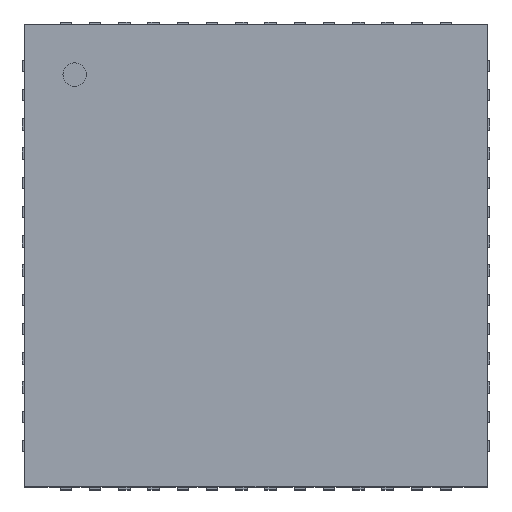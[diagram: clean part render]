
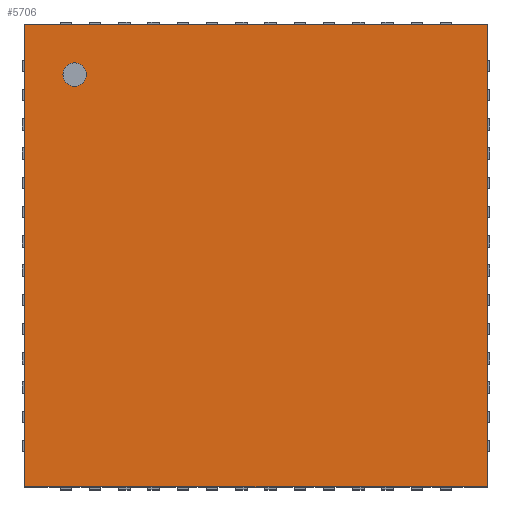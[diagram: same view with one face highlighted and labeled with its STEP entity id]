
A CAD part, top view. The second image highlights one B-rep face of the part: STEP entity #5706.
In plain terms, the highlighted planar face has unit normal (0, 0, 1).
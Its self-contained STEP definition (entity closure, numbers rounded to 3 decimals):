
#13=DIRECTION('',(0.,0.,1.));
#117=DIRECTION('',(0.,0.,-1.));
#149=VECTOR('',#150,1.);
#150=DIRECTION('',(1.,0.,0.));
#156=VECTOR('',#157,1.);
#157=DIRECTION('',(0.,-1.,0.));
#1396=ORIENTED_EDGE('',*,*,#1397,.F.);
#1397=EDGE_CURVE('',#1398,#1400,#1402,.T.);
#1398=VERTEX_POINT('',#1399);
#1399=CARTESIAN_POINT('',(-3.95,3.95,1.1));
#1400=VERTEX_POINT('',#1401);
#1401=CARTESIAN_POINT('',(3.95,3.95,1.1));
#1402=LINE('',#1399,#149);
#1646=ORIENTED_EDGE('',*,*,#1647,.T.);
#1647=EDGE_CURVE('',#1398,#1648,#1650,.T.);
#1648=VERTEX_POINT('',#1649);
#1649=CARTESIAN_POINT('',(-3.95,-3.95,1.1));
#1650=LINE('',#1399,#156);
#3569=EDGE_CURVE('',#1400,#3570,#3572,.T.);
#3570=VERTEX_POINT('',#3571);
#3571=CARTESIAN_POINT('',(3.95,-3.95,1.1));
#3572=LINE('',#1401,#156);
#3800=EDGE_CURVE('',#1648,#3570,#3801,.T.);
#3801=LINE('',#1649,#149);
#5706=ADVANCED_FACE('',(#5707,#5711),#5720,.T.);
#5707=FACE_BOUND('',#5708,.T.);
#5708=EDGE_LOOP('',(#1396,#1646,#5709,#5710));
#5709=ORIENTED_EDGE('',*,*,#3800,.T.);
#5710=ORIENTED_EDGE('',*,*,#3569,.F.);
#5711=FACE_BOUND('',#5712,.T.);
#5712=EDGE_LOOP('',(#5713));
#5713=ORIENTED_EDGE('',*,*,#5714,.T.);
#5714=EDGE_CURVE('',#5715,#5715,#5717,.T.);
#5715=VERTEX_POINT('',#5716);
#5716=CARTESIAN_POINT('',(-3.1,2.9,1.1));
#5717=CIRCLE('',#5718,0.2);
#5718=AXIS2_PLACEMENT_3D('',#5719,#117,#157);
#5719=CARTESIAN_POINT('',(-3.1,3.1,1.1));
#5720=PLANE('',#5721);
#5721=AXIS2_PLACEMENT_3D('',#1399,#13,#157);
